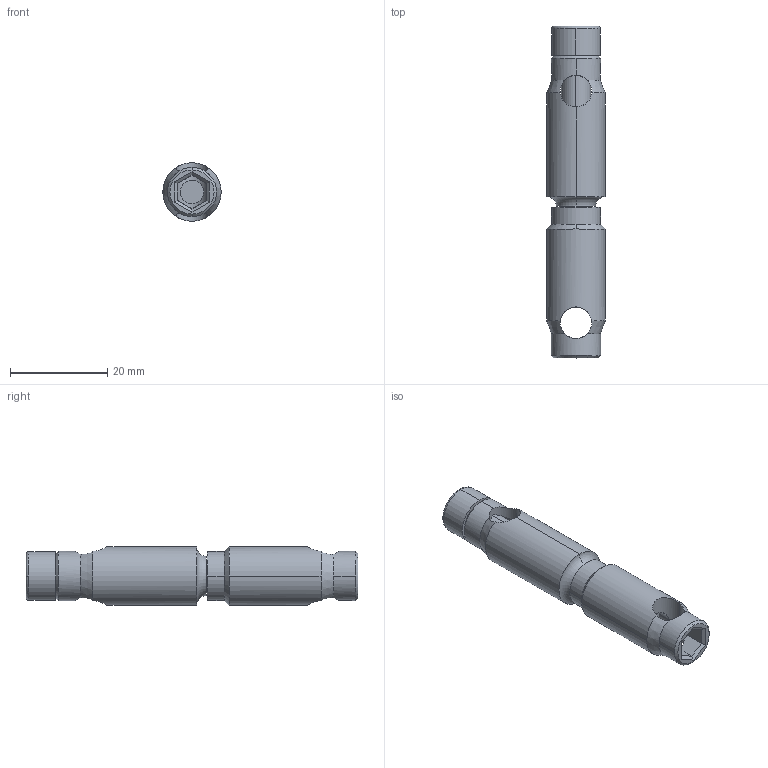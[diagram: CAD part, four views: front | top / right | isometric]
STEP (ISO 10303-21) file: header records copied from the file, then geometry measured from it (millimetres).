
FILE_DESCRIPTION (( 'STEP AP214' ), '1' );
FILE_NAME ('7128088', '2019-01-30T08:46:20', ( '' ), ('JUGARD+KÜNSTNER GmbH'), 'SwSTEP 2.0', 'SolidWorks 2017', '' );
FILE_SCHEMA (( 'AUTOMOTIVE_DESIGN' ));
Length unit declared in the file: millimetre
Products named in the file (1): 7128088
Bounding box: 12 x 68.36 x 12 mm (x, y, z)
Volume: 5925.7 mm3; surface area: 5106.8 mm2
Topology: 3 solids, 3 shells, 259 faces, 603 edges, 349 vertices
Faces by surface type: cone 115, cylinder 74, plane 64, torus 6
Entity records: 7701 total; most frequent: CARTESIAN_POINT 1670, DIRECTION 1339, ORIENTED_EDGE 1202, EDGE_CURVE 601, AXIS2_PLACEMENT_3D 518, VERTEX_POINT 349, LINE 303, VECTOR 303
